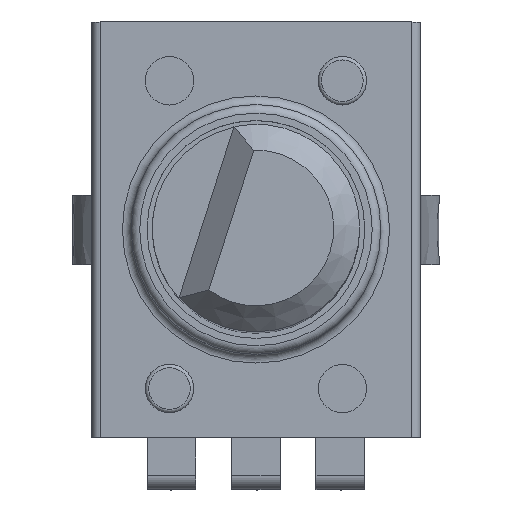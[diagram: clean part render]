
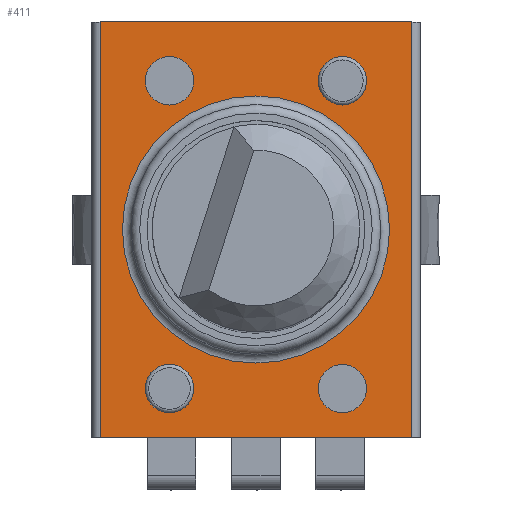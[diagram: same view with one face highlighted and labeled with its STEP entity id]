
A CAD part, top view. The second image highlights one B-rep face of the part: STEP entity #411.
In plain terms, the highlighted planar face has unit normal (0, 0, 1).
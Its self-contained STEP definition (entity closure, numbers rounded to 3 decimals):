
#411 = ADVANCED_FACE( '', ( #871, #872, #873, #874, #875, #876 ), #877, .T. );
#871 = FACE_BOUND( '', #1381, .T. );
#872 = FACE_OUTER_BOUND( '', #1382, .T. );
#873 = FACE_BOUND( '', #1383, .T. );
#874 = FACE_BOUND( '', #1384, .T. );
#875 = FACE_BOUND( '', #1385, .T. );
#876 = FACE_BOUND( '', #1386, .T. );
#877 = PLANE( '', #1387 );
#1381 = EDGE_LOOP( '', ( #2574 ) );
#1382 = EDGE_LOOP( '', ( #2575, #2576, #2577, #2578 ) );
#1383 = EDGE_LOOP( '', ( #2579 ) );
#1384 = EDGE_LOOP( '', ( #2580 ) );
#1385 = EDGE_LOOP( '', ( #2581 ) );
#1386 = EDGE_LOOP( '', ( #2582 ) );
#1387 = AXIS2_PLACEMENT_3D( '', #2583, #2584, #2585 );
#2574 = ORIENTED_EDGE( '', *, *, #3205, .T. );
#2575 = ORIENTED_EDGE( '', *, *, #3422, .T. );
#2576 = ORIENTED_EDGE( '', *, *, #3144, .T. );
#2577 = ORIENTED_EDGE( '', *, *, #3065, .T. );
#2578 = ORIENTED_EDGE( '', *, *, #3442, .T. );
#2579 = ORIENTED_EDGE( '', *, *, #3112, .T. );
#2580 = ORIENTED_EDGE( '', *, *, #3418, .F. );
#2581 = ORIENTED_EDGE( '', *, *, #3110, .F. );
#2582 = ORIENTED_EDGE( '', *, *, #3288, .T. );
#2583 = CARTESIAN_POINT( '', ( 0., 0., 0. ) );
#2584 = DIRECTION( '', ( 0., 0., 1. ) );
#2585 = DIRECTION( '', ( 1., 0., 0. ) );
#3065 = EDGE_CURVE( '', #3697, #3695, #3698, .T. );
#3110 = EDGE_CURVE( '', #3773, #3773, #3774, .T. );
#3112 = EDGE_CURVE( '', #3776, #3776, #3777, .F. );
#3144 = EDGE_CURVE( '', #3827, #3697, #3830, .T. );
#3205 = EDGE_CURVE( '', #3924, #3924, #3925, .T. );
#3288 = EDGE_CURVE( '', #4044, #4044, #4045, .T. );
#3418 = EDGE_CURVE( '', #4219, #4219, #4220, .T. );
#3422 = EDGE_CURVE( '', #4224, #3827, #4225, .T. );
#3442 = EDGE_CURVE( '', #3695, #4224, #4250, .T. );
#3695 = VERTEX_POINT( '', #4598 );
#3697 = VERTEX_POINT( '', #4600 );
#3698 = LINE( '', #4601, #4602 );
#3773 = VERTEX_POINT( '', #4710 );
#3774 = CIRCLE( '', #4711, 0.7 );
#3776 = VERTEX_POINT( '', #4713 );
#3777 = CIRCLE( '', #4714, 3.862 );
#3827 = VERTEX_POINT( '', #4778 );
#3830 = LINE( '', #4782, #4783 );
#3924 = VERTEX_POINT( '', #4937 );
#3925 = CIRCLE( '', #4938, 0.7 );
#4044 = VERTEX_POINT( '', #5126 );
#4045 = CIRCLE( '', #5127, 0.7 );
#4219 = VERTEX_POINT( '', #5413 );
#4220 = CIRCLE( '', #5414, 0.7 );
#4224 = VERTEX_POINT( '', #5419 );
#4225 = LINE( '', #5420, #5421 );
#4250 = LINE( '', #5455, #5456 );
#4598 = CARTESIAN_POINT( '', ( -4.5, 6., 0. ) );
#4600 = CARTESIAN_POINT( '', ( 4.5, 6., 0. ) );
#4601 = CARTESIAN_POINT( '', ( 4.75, 6., 0. ) );
#4602 = VECTOR( '', #5694, 1000. );
#4710 = CARTESIAN_POINT( '', ( 3.2, 4.3, 0. ) );
#4711 = AXIS2_PLACEMENT_3D( '', #5751, #5752, #5753 );
#4713 = CARTESIAN_POINT( '', ( 3.862, 0., 0. ) );
#4714 = AXIS2_PLACEMENT_3D( '', #5754, #5755, #5756 );
#4778 = CARTESIAN_POINT( '', ( 4.5, -6., 0. ) );
#4782 = CARTESIAN_POINT( '', ( 4.5, 0., 0. ) );
#4783 = VECTOR( '', #5799, 1000. );
#4937 = CARTESIAN_POINT( '', ( 3.2, -4.6, 0. ) );
#4938 = AXIS2_PLACEMENT_3D( '', #5857, #5858, #5859 );
#5126 = CARTESIAN_POINT( '', ( -1.8, 4.3, 0. ) );
#5127 = AXIS2_PLACEMENT_3D( '', #5941, #5942, #5943 );
#5413 = CARTESIAN_POINT( '', ( -1.8, -4.6, 0. ) );
#5414 = AXIS2_PLACEMENT_3D( '', #6059, #6060, #6061 );
#5419 = CARTESIAN_POINT( '', ( -4.5, -6., 0. ) );
#5420 = CARTESIAN_POINT( '', ( -4.75, -6., 0. ) );
#5421 = VECTOR( '', #6063, 1000. );
#5455 = CARTESIAN_POINT( '', ( -4.5, 0., 0. ) );
#5456 = VECTOR( '', #6085, 1000. );
#5694 = DIRECTION( '', ( -1., 0., 0. ) );
#5751 = CARTESIAN_POINT( '', ( 2.5, 4.3, 0. ) );
#5752 = DIRECTION( '', ( 0., 0., 1. ) );
#5753 = DIRECTION( '', ( 1., 0., 0. ) );
#5754 = CARTESIAN_POINT( '', ( 0., 0., 0. ) );
#5755 = DIRECTION( '', ( 0., 0., 1. ) );
#5756 = DIRECTION( '', ( 1., 0., 0. ) );
#5799 = DIRECTION( '', ( 0., 1., 0. ) );
#5857 = CARTESIAN_POINT( '', ( 2.5, -4.6, 0. ) );
#5858 = DIRECTION( '', ( 0., 0., -1. ) );
#5859 = DIRECTION( '', ( 1., 0., 0. ) );
#5941 = CARTESIAN_POINT( '', ( -2.5, 4.3, 0. ) );
#5942 = DIRECTION( '', ( 0., 0., -1. ) );
#5943 = DIRECTION( '', ( 1., 0., 0. ) );
#6059 = CARTESIAN_POINT( '', ( -2.5, -4.6, 0. ) );
#6060 = DIRECTION( '', ( 0., 0., 1. ) );
#6061 = DIRECTION( '', ( 1., 0., 0. ) );
#6063 = DIRECTION( '', ( 1., 0., 0. ) );
#6085 = DIRECTION( '', ( 0., -1., 0. ) );
